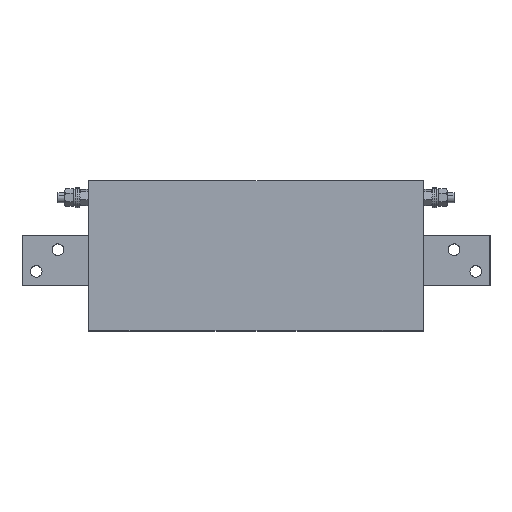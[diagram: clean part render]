
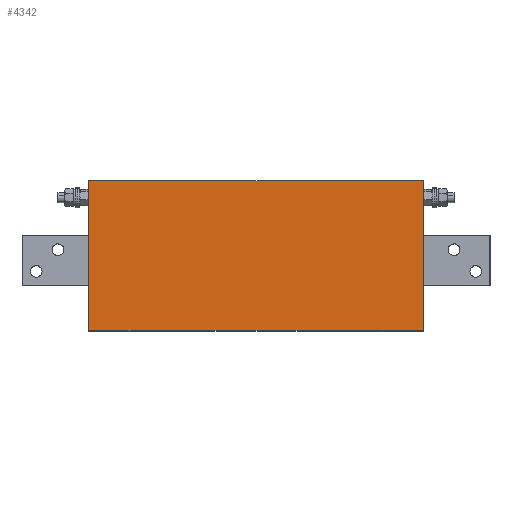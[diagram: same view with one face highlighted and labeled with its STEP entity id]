
A CAD part, top view. The second image highlights one B-rep face of the part: STEP entity #4342.
In plain terms, the highlighted planar face has unit normal (0, 0, 1).
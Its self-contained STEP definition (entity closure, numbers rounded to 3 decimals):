
#83 = CARTESIAN_POINT ( 'NONE',  ( 200., 90., 125. ) ) ;
#126 = CARTESIAN_POINT ( 'NONE',  ( 200., -89., 125. ) ) ;
#349 = ORIENTED_EDGE ( 'NONE', *, *, #3072, .F. ) ;
#615 = LINE ( 'NONE', #7145, #3013 ) ;
#654 = DIRECTION ( 'NONE',  ( 0., -1., 0. ) ) ;
#833 = ORIENTED_EDGE ( 'NONE', *, *, #6471, .T. ) ;
#1200 = ORIENTED_EDGE ( 'NONE', *, *, #1902, .F. ) ;
#1234 = VERTEX_POINT ( 'NONE', #2945 ) ;
#1570 = LINE ( 'NONE', #83, #4333 ) ;
#1639 = VECTOR ( 'NONE', #5992, 1000. ) ;
#1902 = EDGE_CURVE ( 'Defeature ausgef�hrt1_14+Defeature ausgef�hrt1_13+Defeature ausgef�hrt1_0+Defeature ausgef�hrt1_1', #1234, #5168, #5317, .T. ) ;
#2031 = DIRECTION ( 'NONE',  ( 0., 1., 0. ) ) ;
#2563 = PLANE ( 'NONE',  #2642 ) ;
#2642 = AXIS2_PLACEMENT_3D ( 'NONE', #6151, #6180, #2031 ) ;
#2945 = CARTESIAN_POINT ( 'NONE',  ( 200., -89., 125. ) ) ;
#3013 = VECTOR ( 'NONE', #654, 1000. ) ;
#3072 = EDGE_CURVE ( 'Defeature ausgef�hrt1_0+Defeature ausgef�hrt1_13+Defeature ausgef�hrt1_12+Defeature ausgef�hrt1_14', #6723, #1234, #4583, .T. ) ;
#3652 = EDGE_CURVE ( 'Defeature ausgef�hrt1_13+Defeature ausgef�hrt1_1+Defeature ausgef�hrt1_12+Defeature ausgef�hrt1_14', #6752, #5168, #615, .T. ) ;
#3840 = FACE_OUTER_BOUND ( 'NONE', #5341, .T. ) ;
#4333 = VECTOR ( 'NONE', #4833, 1000. ) ;
#4342 = ADVANCED_FACE ( 'Defeature ausgef�hrt1_13', ( #3840 ), #2563, .F. ) ;
#4583 = LINE ( 'NONE', #5794, #6702 ) ;
#4833 = DIRECTION ( 'NONE',  ( -1., 0., 0. ) ) ;
#5032 = ORIENTED_EDGE ( 'NONE', *, *, #3652, .T. ) ;
#5168 = VERTEX_POINT ( 'NONE', #5274 ) ;
#5274 = CARTESIAN_POINT ( 'NONE',  ( -200., -89., 125. ) ) ;
#5317 = LINE ( 'NONE', #126, #1639 ) ;
#5341 = EDGE_LOOP ( 'NONE', ( #5032, #1200, #349, #833 ) ) ;
#5636 = CARTESIAN_POINT ( 'NONE',  ( -200., 90., 125. ) ) ;
#5794 = CARTESIAN_POINT ( 'NONE',  ( 200., 90., 125. ) ) ;
#5892 = DIRECTION ( 'NONE',  ( 0., -1., 0. ) ) ;
#5992 = DIRECTION ( 'NONE',  ( -1., 0., 0. ) ) ;
#6151 = CARTESIAN_POINT ( 'NONE',  ( 200., 90., 125. ) ) ;
#6180 = DIRECTION ( 'NONE',  ( 0., 0., -1. ) ) ;
#6183 = CARTESIAN_POINT ( 'NONE',  ( 200., 90., 125. ) ) ;
#6471 = EDGE_CURVE ( 'Defeature ausgef�hrt1_13+Defeature ausgef�hrt1_12+Defeature ausgef�hrt1_0+Defeature ausgef�hrt1_1', #6723, #6752, #1570, .T. ) ;
#6702 = VECTOR ( 'NONE', #5892, 1000. ) ;
#6723 = VERTEX_POINT ( 'NONE', #6183 ) ;
#6752 = VERTEX_POINT ( 'NONE', #5636 ) ;
#7145 = CARTESIAN_POINT ( 'NONE',  ( -200., 90., 125. ) ) ;
